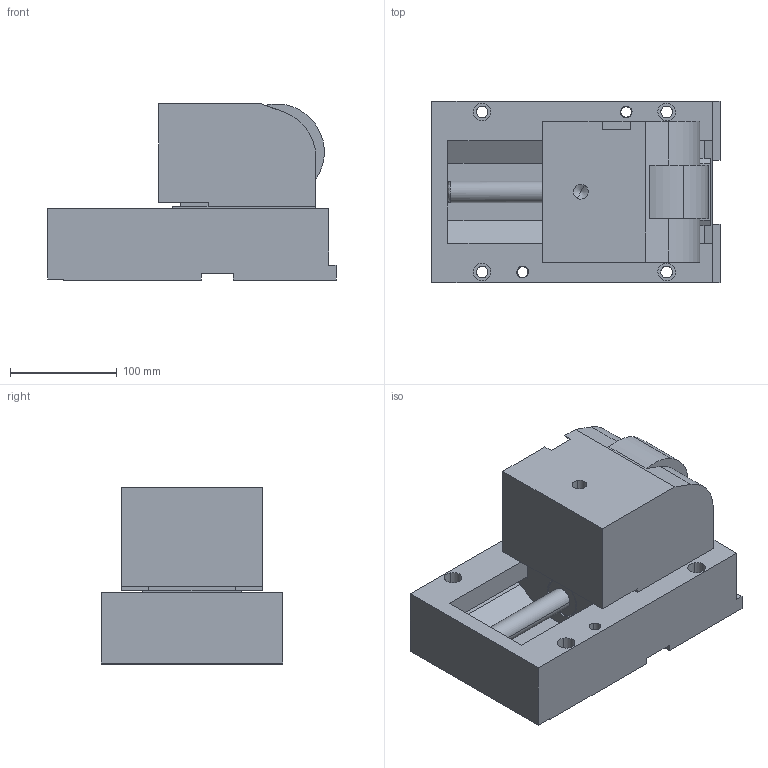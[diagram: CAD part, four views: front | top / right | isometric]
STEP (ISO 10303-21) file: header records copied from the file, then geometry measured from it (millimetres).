
FILE_DESCRIPTION(('CATIA V5 STEP Exchange'),'2;1');
FILE_NAME('CRCS-15000-100_1.stp','2015-03-24T13:45:08+00:00',('none'),('none'),'CATIA Version 5 Release 20 GA (IN-10)','CATIA V5 STEP AP203','none');
FILE_SCHEMA(('CONFIG_CONTROL_DESIGN'));
Length unit declared in the file: millimetre
Products named in the file (1): CRCS-15000-100_1
Bounding box: 270 x 170 x 165.06 mm (x, y, z)
Volume: 4002129.3 mm3; surface area: 371981.7 mm2
Topology: 2 solids, 46 shells, 198 faces, 1071 edges, 929 vertices
Faces by surface type: plane 114, cylinder 64, revolution 10, bspline 6, cone 4
Entity records: 10618 total; most frequent: CARTESIAN_POINT 4006, ORIENTED_EDGE 1456, EDGE_CURVE 1061, VERTEX_POINT 929, DIRECTION 658, B_SPLINE_CURVE_WITH_KNOTS 643, VECTOR 312, LINE 312
